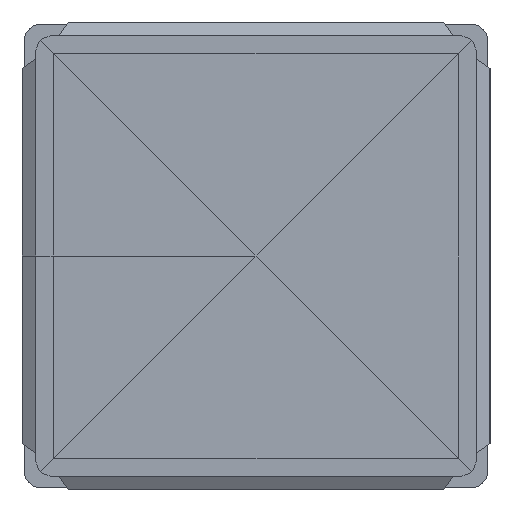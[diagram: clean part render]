
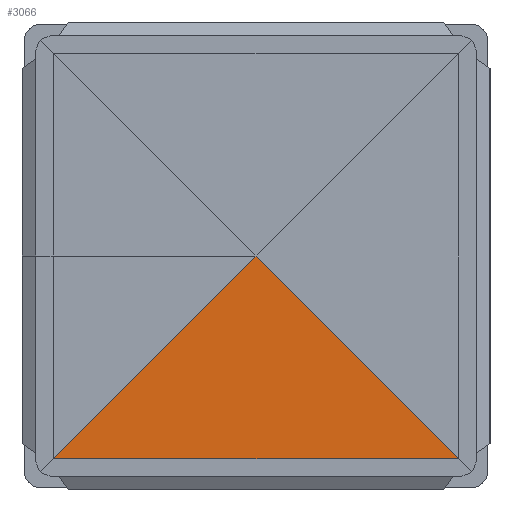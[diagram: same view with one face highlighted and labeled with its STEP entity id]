
A CAD part, front view. The second image highlights one B-rep face of the part: STEP entity #3066.
In plain terms, the highlighted planar face has unit normal (0, -1, 0).
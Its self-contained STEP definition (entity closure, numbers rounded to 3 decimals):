
#26 = ORIENTED_EDGE ( 'NONE', *, *, #2547, .T. ) ;
#76 = CARTESIAN_POINT ( 'NONE',  ( 34.854, 10.018, -34.854 ) ) ;
#268 = DIRECTION ( 'NONE',  ( 0., 0., 1. ) ) ;
#347 = VERTEX_POINT ( 'NONE', #76 ) ;
#408 = CARTESIAN_POINT ( 'NONE',  ( -34.854, 10.018, -34.854 ) ) ;
#507 = VECTOR ( 'NONE', #2715, 1000. ) ;
#641 = VECTOR ( 'NONE', #3203, 1000. ) ;
#659 = CARTESIAN_POINT ( 'NONE',  ( 34.5, 10.018, -34.5 ) ) ;
#716 = CIRCLE ( 'NONE', #2691, 0.5 ) ;
#741 = CARTESIAN_POINT ( 'NONE',  ( -43.74, 10.018, -35. ) ) ;
#756 = LINE ( 'NONE', #2210, #641 ) ;
#767 = CIRCLE ( 'NONE', #2183, 0.5 ) ;
#774 = CARTESIAN_POINT ( 'NONE',  ( -34.5, 10.018, -34.5 ) ) ;
#816 = EDGE_CURVE ( 'NONE', #1768, #2552, #716, .T. ) ;
#845 = ORIENTED_EDGE ( 'NONE', *, *, #816, .T. ) ;
#877 = DIRECTION ( 'NONE',  ( 0., 0., 1. ) ) ;
#895 = CARTESIAN_POINT ( 'NONE',  ( -34.5, 10.018, -35. ) ) ;
#923 = EDGE_CURVE ( 'NONE', #2729, #347, #1970, .T. ) ;
#1204 = ORIENTED_EDGE ( 'NONE', *, *, #2989, .T. ) ;
#1254 = DIRECTION ( 'NONE',  ( 0., -1., 0. ) ) ;
#1580 = AXIS2_PLACEMENT_3D ( 'NONE', #2465, #2492, #268 ) ;
#1768 = VERTEX_POINT ( 'NONE', #408 ) ;
#1841 = VECTOR ( 'NONE', #2970, 1000. ) ;
#1970 = LINE ( 'NONE', #1987, #507 ) ;
#1987 = CARTESIAN_POINT ( 'NONE',  ( -4.37, 10.018, 4.37 ) ) ;
#2017 = EDGE_LOOP ( 'NONE', ( #1204, #26, #2878, #2869, #845 ) ) ;
#2183 = AXIS2_PLACEMENT_3D ( 'NONE', #659, #2388, #877 ) ;
#2210 = CARTESIAN_POINT ( 'NONE',  ( -39.37, 10.018, -39.37 ) ) ;
#2244 = DIRECTION ( 'NONE',  ( 0., 0., 1. ) ) ;
#2388 = DIRECTION ( 'NONE',  ( 0., -1., 0. ) ) ;
#2465 = CARTESIAN_POINT ( 'NONE',  ( -43.74, 10.018, -35. ) ) ;
#2492 = DIRECTION ( 'NONE',  ( 0., 1., 0. ) ) ;
#2512 = FACE_OUTER_BOUND ( 'NONE', #2017, .T. ) ;
#2547 = EDGE_CURVE ( 'NONE', #2817, #347, #767, .T. ) ;
#2552 = VERTEX_POINT ( 'NONE', #895 ) ;
#2626 = CARTESIAN_POINT ( 'NONE',  ( 34.5, 10.018, -35. ) ) ;
#2691 = AXIS2_PLACEMENT_3D ( 'NONE', #774, #1254, #2244 ) ;
#2695 = CARTESIAN_POINT ( 'NONE',  ( 0., 10.018, 0. ) ) ;
#2699 = PLANE ( 'NONE',  #1580 ) ;
#2715 = DIRECTION ( 'NONE',  ( 0.707, 0., -0.707 ) ) ;
#2729 = VERTEX_POINT ( 'NONE', #2695 ) ;
#2817 = VERTEX_POINT ( 'NONE', #2626 ) ;
#2869 = ORIENTED_EDGE ( 'NONE', *, *, #3085, .T. ) ;
#2878 = ORIENTED_EDGE ( 'NONE', *, *, #923, .F. ) ;
#2970 = DIRECTION ( 'NONE',  ( 1., 0., 0. ) ) ;
#2989 = EDGE_CURVE ( 'NONE', #2552, #2817, #3119, .T. ) ;
#3066 = ADVANCED_FACE ( 'NONE', ( #2512 ), #2699, .F. ) ;
#3085 = EDGE_CURVE ( 'NONE', #2729, #1768, #756, .T. ) ;
#3119 = LINE ( 'NONE', #741, #1841 ) ;
#3203 = DIRECTION ( 'NONE',  ( -0.707, 0., -0.707 ) ) ;
